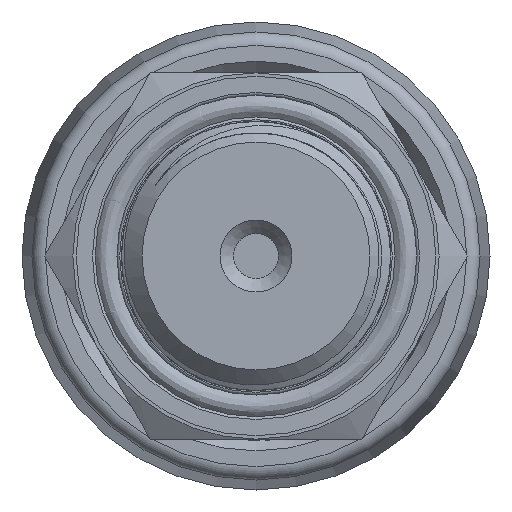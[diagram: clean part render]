
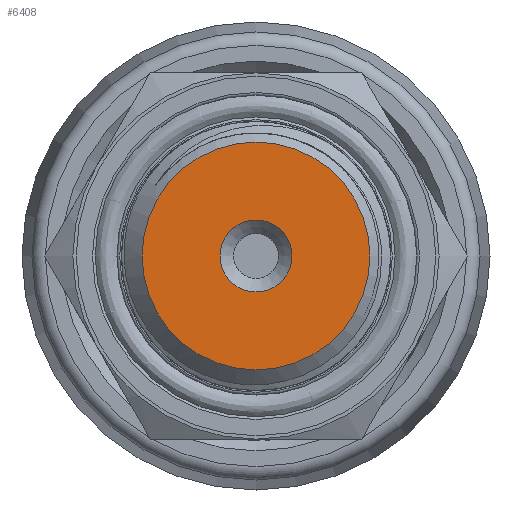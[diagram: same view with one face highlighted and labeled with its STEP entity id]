
A CAD part, left-side view. The second image highlights one B-rep face of the part: STEP entity #6408.
In plain terms, the highlighted planar face has unit normal (-1, 0, 0).
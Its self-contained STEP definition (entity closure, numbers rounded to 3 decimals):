
#105=PLANE('',#6743);
#361=FACE_BOUND('',#1327,.T.);
#555=CIRCLE('',#6697,8.4);
#583=CIRCLE('',#6742,2.65);
#941=FACE_OUTER_BOUND('',#1326,.T.);
#1326=EDGE_LOOP('',(#5997));
#1327=EDGE_LOOP('',(#5998));
#3083=VERTEX_POINT('',#23994);
#3107=VERTEX_POINT('',#25027);
#4032=EDGE_CURVE('',#3083,#3083,#555,.T.);
#4072=EDGE_CURVE('',#3107,#3107,#583,.T.);
#5997=ORIENTED_EDGE('',*,*,#4032,.T.);
#5998=ORIENTED_EDGE('',*,*,#4072,.T.);
#6408=ADVANCED_FACE('',(#941,#361),#105,.T.);
#6697=AXIS2_PLACEMENT_3D('',#23996,#7637,#7638);
#6742=AXIS2_PLACEMENT_3D('',#25029,#7735,#7736);
#6743=AXIS2_PLACEMENT_3D('',#25030,#7737,#7738);
#7637=DIRECTION('center_axis',(-1.,0.,0.));
#7638=DIRECTION('ref_axis',(0.,1.,0.));
#7735=DIRECTION('center_axis',(1.,0.,0.));
#7736=DIRECTION('ref_axis',(0.,0.,-1.));
#7737=DIRECTION('center_axis',(-1.,0.,0.));
#7738=DIRECTION('ref_axis',(0.,0.,1.));
#23994=CARTESIAN_POINT('',(-61.,-8.4,0.));
#23996=CARTESIAN_POINT('Origin',(-61.,0.,0.));
#25027=CARTESIAN_POINT('',(-61.,-2.65,0.));
#25029=CARTESIAN_POINT('Origin',(-61.,0.,0.));
#25030=CARTESIAN_POINT('Origin',(-61.,10.,0.));
